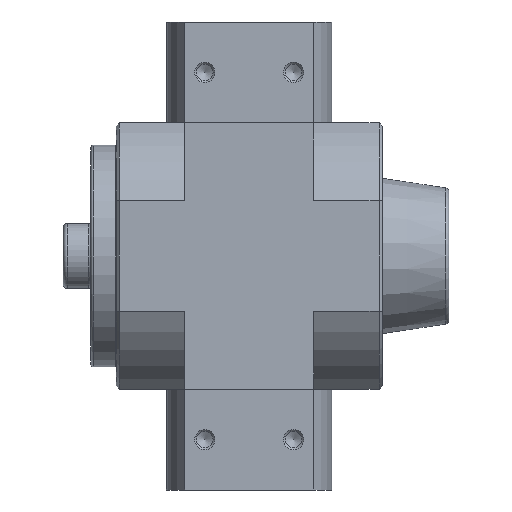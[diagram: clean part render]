
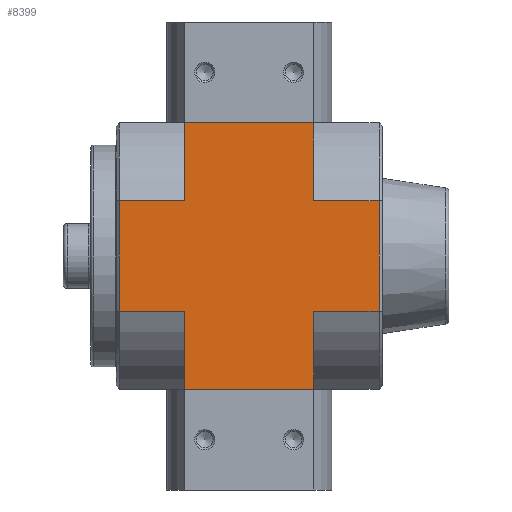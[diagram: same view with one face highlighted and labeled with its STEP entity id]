
A CAD part, left-side view. The second image highlights one B-rep face of the part: STEP entity #8399.
In plain terms, the highlighted face is planar.
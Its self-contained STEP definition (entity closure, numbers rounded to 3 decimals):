
#949=ORIENTED_EDGE('',*,*,#2677,.T.);
#950=ORIENTED_EDGE('',*,*,#2678,.F.);
#951=ORIENTED_EDGE('',*,*,#2679,.T.);
#952=ORIENTED_EDGE('',*,*,#2661,.T.);
#953=ORIENTED_EDGE('',*,*,#2680,.F.);
#954=ORIENTED_EDGE('',*,*,#2681,.F.);
#955=ORIENTED_EDGE('',*,*,#2682,.F.);
#956=ORIENTED_EDGE('',*,*,#2683,.F.);
#957=ORIENTED_EDGE('',*,*,#2684,.F.);
#958=ORIENTED_EDGE('',*,*,#2669,.T.);
#959=ORIENTED_EDGE('',*,*,#2685,.T.);
#960=ORIENTED_EDGE('',*,*,#2686,.F.);
#2661=EDGE_CURVE('',#3507,#3506,#3991,.T.);
#2669=EDGE_CURVE('',#3514,#3513,#3996,.T.);
#2677=EDGE_CURVE('',#3520,#3521,#4004,.T.);
#2678=EDGE_CURVE('',#3522,#3521,#4005,.F.);
#2679=EDGE_CURVE('',#3522,#3507,#4006,.T.);
#2680=EDGE_CURVE('',#3523,#3506,#4007,.T.);
#2681=EDGE_CURVE('',#3524,#3523,#4008,.F.);
#2682=EDGE_CURVE('',#3525,#3524,#4009,.T.);
#2683=EDGE_CURVE('',#3526,#3525,#4010,.T.);
#2684=EDGE_CURVE('',#3514,#3526,#4011,.T.);
#2685=EDGE_CURVE('',#3513,#3527,#4012,.T.);
#2686=EDGE_CURVE('',#3520,#3527,#4013,.T.);
#3506=VERTEX_POINT('',#12264);
#3507=VERTEX_POINT('',#12266);
#3513=VERTEX_POINT('',#12280);
#3514=VERTEX_POINT('',#12282);
#3520=VERTEX_POINT('',#12297);
#3521=VERTEX_POINT('',#12298);
#3522=VERTEX_POINT('',#12300);
#3523=VERTEX_POINT('',#12303);
#3524=VERTEX_POINT('',#12305);
#3525=VERTEX_POINT('',#12307);
#3526=VERTEX_POINT('',#12309);
#3527=VERTEX_POINT('',#12312);
#3991=LINE('',#12265,#4499);
#3996=LINE('',#12281,#4504);
#4004=LINE('',#12296,#4512);
#4005=LINE('',#12299,#4513);
#4006=LINE('',#12301,#4514);
#4007=LINE('',#12302,#4515);
#4008=LINE('',#12304,#4516);
#4009=LINE('',#12306,#4517);
#4010=LINE('',#12308,#4518);
#4011=LINE('',#12310,#4519);
#4012=LINE('',#12311,#4520);
#4013=LINE('',#12313,#4521);
#4499=VECTOR('',#10069,1000.);
#4504=VECTOR('',#10082,1000.);
#4512=VECTOR('',#10092,1000.);
#4513=VECTOR('',#10093,1000.);
#4514=VECTOR('',#10094,1000.);
#4515=VECTOR('',#10095,1000.);
#4516=VECTOR('',#10096,1000.);
#4517=VECTOR('',#10097,1000.);
#4518=VECTOR('',#10098,1000.);
#4519=VECTOR('',#10099,1000.);
#4520=VECTOR('',#10100,1000.);
#4521=VECTOR('',#10101,1000.);
#4974=EDGE_LOOP('',(#949,#950,#951,#952,#953,#954,#955,#956,#957,#958,#959,
#960));
#5564=FACE_BOUND('',#4974,.T.);
#6127=PLANE('',#8999);
#8399=ADVANCED_FACE('',(#5564),#6127,.T.);
#8999=AXIS2_PLACEMENT_3D('',#12295,#10090,#10091);
#10069=DIRECTION('',(0.,-1.,0.));
#10082=DIRECTION('',(0.,1.,0.));
#10090=DIRECTION('',(0.,0.,1.));
#10091=DIRECTION('',(1.,0.,0.));
#10092=DIRECTION('',(-1.,0.,0.));
#10093=DIRECTION('',(0.,-1.,0.));
#10094=DIRECTION('',(-1.,0.,0.));
#10095=DIRECTION('',(-1.,0.,0.));
#10096=DIRECTION('',(0.,-1.,0.));
#10097=DIRECTION('',(-1.,0.,0.));
#10098=DIRECTION('',(0.,-1.,0.));
#10099=DIRECTION('',(-1.,0.,0.));
#10100=DIRECTION('',(-1.,0.,0.));
#10101=DIRECTION('',(0.,-1.,0.));
#12264=CARTESIAN_POINT('',(-33.,-16.,33.));
#12265=CARTESIAN_POINT('',(-33.,32.2,33.));
#12266=CARTESIAN_POINT('',(-33.,16.,33.));
#12280=CARTESIAN_POINT('',(33.,16.,33.));
#12281=CARTESIAN_POINT('',(33.,-32.2,33.));
#12282=CARTESIAN_POINT('',(33.,-16.,33.));
#12295=CARTESIAN_POINT('',(0.,0.,33.));
#12296=CARTESIAN_POINT('',(33.,32.2,33.));
#12297=CARTESIAN_POINT('',(13.75,32.2,33.));
#12298=CARTESIAN_POINT('',(-13.75,32.2,33.));
#12299=CARTESIAN_POINT('',(-13.75,50.,33.));
#12300=CARTESIAN_POINT('',(-13.75,16.,33.));
#12301=CARTESIAN_POINT('',(0.,16.,33.));
#12302=CARTESIAN_POINT('',(0.,-16.,33.));
#12303=CARTESIAN_POINT('',(-13.75,-16.,33.));
#12304=CARTESIAN_POINT('',(-13.75,-16.,33.));
#12305=CARTESIAN_POINT('',(-13.75,-32.2,33.));
#12306=CARTESIAN_POINT('',(33.,-32.2,33.));
#12307=CARTESIAN_POINT('',(13.75,-32.2,33.));
#12308=CARTESIAN_POINT('',(13.75,-16.,33.));
#12309=CARTESIAN_POINT('',(13.75,-16.,33.));
#12310=CARTESIAN_POINT('',(0.,-16.,33.));
#12311=CARTESIAN_POINT('',(0.,16.,33.));
#12312=CARTESIAN_POINT('',(13.75,16.,33.));
#12313=CARTESIAN_POINT('',(13.75,50.,33.));
